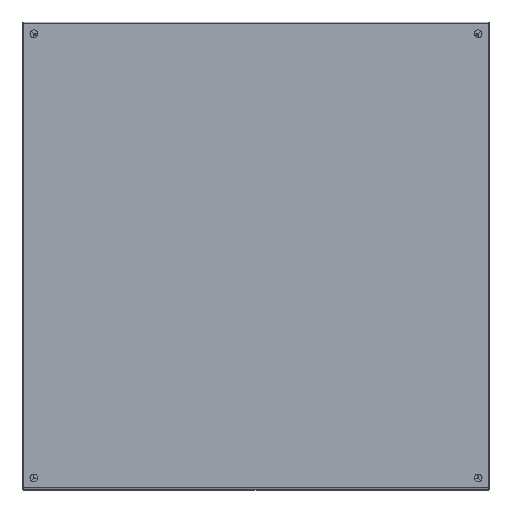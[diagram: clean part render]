
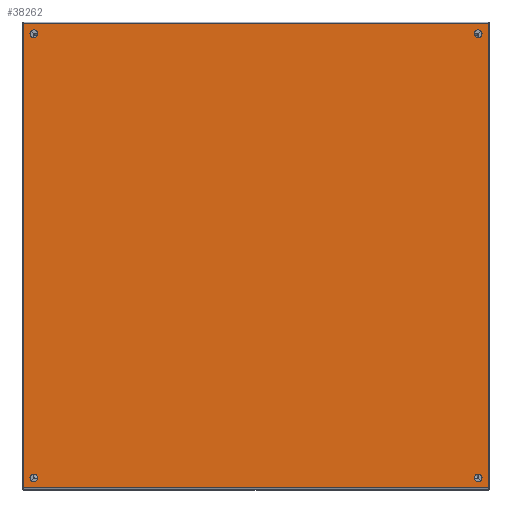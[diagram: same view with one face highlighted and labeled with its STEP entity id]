
A CAD part, top view. The second image highlights one B-rep face of the part: STEP entity #38262.
In plain terms, the highlighted face is planar.
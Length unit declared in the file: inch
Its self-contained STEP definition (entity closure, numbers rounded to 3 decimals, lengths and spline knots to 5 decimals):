
#290 = EDGE_CURVE ( 'NONE', #20635, #12286, #17952, .T. ) ;
#777 = CARTESIAN_POINT ( 'NONE',  ( 0., 0.75, 14.25 ) ) ;
#977 = VECTOR ( 'NONE', #6825, 39.37008 ) ;
#1116 = ORIENTED_EDGE ( 'NONE', *, *, #21492, .F. ) ;
#1321 = CARTESIAN_POINT ( 'NONE',  ( 0., 29.928, -14.892 ) ) ;
#1330 = VERTEX_POINT ( 'NONE', #8307 ) ;
#1569 = ORIENTED_EDGE ( 'NONE', *, *, #27782, .T. ) ;
#1713 = EDGE_CURVE ( 'NONE', #3244, #16060, #8024, .T. ) ;
#2078 = CARTESIAN_POINT ( 'NONE',  ( 0., 29.5, -14.25 ) ) ;
#2109 = VERTEX_POINT ( 'NONE', #7340 ) ;
#2180 = EDGE_CURVE ( 'NONE', #15843, #2109, #15460, .T. ) ;
#2207 = EDGE_LOOP ( 'NONE', ( #1569, #25438 ) ) ;
#2683 = CIRCLE ( 'NONE', #21608, 0.25 ) ;
#2920 = VERTEX_POINT ( 'NONE', #27920 ) ;
#2977 = ORIENTED_EDGE ( 'NONE', *, *, #1713, .T. ) ;
#3244 = VERTEX_POINT ( 'NONE', #37972 ) ;
#4447 = CIRCLE ( 'NONE', #27477, 0.25 ) ;
#5311 = DIRECTION ( 'NONE',  ( 1., 0., 0. ) ) ;
#5632 = DIRECTION ( 'NONE',  ( 0., -1., 0. ) ) ;
#5769 = ORIENTED_EDGE ( 'NONE', *, *, #38780, .T. ) ;
#5783 = CIRCLE ( 'NONE', #37522, 0.25 ) ;
#5809 = DIRECTION ( 'NONE',  ( 0., -1., 0. ) ) ;
#5936 = AXIS2_PLACEMENT_3D ( 'NONE', #21572, #8407, #15437 ) ;
#6137 = FACE_BOUND ( 'NONE', #36319, .T. ) ;
#6825 = DIRECTION ( 'NONE',  ( 0., 0., -1. ) ) ;
#6842 = ORIENTED_EDGE ( 'NONE', *, *, #31882, .T. ) ;
#7290 = AXIS2_PLACEMENT_3D ( 'NONE', #8907, #5311, #31177 ) ;
#7340 = CARTESIAN_POINT ( 'NONE',  ( 0., 0.5, -14.25 ) ) ;
#8024 = LINE ( 'NONE', #14642, #9845 ) ;
#8241 = DIRECTION ( 'NONE',  ( 1., 0., 0. ) ) ;
#8307 = CARTESIAN_POINT ( 'NONE',  ( 0., 29.928, 14.892 ) ) ;
#8407 = DIRECTION ( 'NONE',  ( 1., 0., 0. ) ) ;
#8823 = DIRECTION ( 'NONE',  ( 1., 0., 0. ) ) ;
#8862 = EDGE_CURVE ( 'NONE', #1330, #16060, #9484, .T. ) ;
#8907 = CARTESIAN_POINT ( 'NONE',  ( 0., 29.25, 14.25 ) ) ;
#9484 = LINE ( 'NONE', #15685, #11469 ) ;
#9518 = CARTESIAN_POINT ( 'NONE',  ( 0., 29.25, 14.25 ) ) ;
#9703 = EDGE_LOOP ( 'NONE', ( #25062, #21457 ) ) ;
#9845 = VECTOR ( 'NONE', #33878, 39.37008 ) ;
#11094 = DIRECTION ( 'NONE',  ( 0., -1., 0. ) ) ;
#11347 = EDGE_LOOP ( 'NONE', ( #37629, #24348 ) ) ;
#11469 = VECTOR ( 'NONE', #19258, 39.37008 ) ;
#11475 = CIRCLE ( 'NONE', #32419, 0.25 ) ;
#11995 = CARTESIAN_POINT ( 'NONE',  ( 0., 29.25, -14.25 ) ) ;
#12286 = VERTEX_POINT ( 'NONE', #2078 ) ;
#13653 = LINE ( 'NONE', #38997, #977 ) ;
#13823 = DIRECTION ( 'NONE',  ( 0., 1., 0. ) ) ;
#14642 = CARTESIAN_POINT ( 'NONE',  ( 0., 0.072, 14.928 ) ) ;
#15379 = DIRECTION ( 'NONE',  ( 0., -1., 0. ) ) ;
#15437 = DIRECTION ( 'NONE',  ( 0., -1., 0. ) ) ;
#15460 = CIRCLE ( 'NONE', #5936, 0.25 ) ;
#15685 = CARTESIAN_POINT ( 'NONE',  ( 0., 0.072, 14.892 ) ) ;
#15843 = VERTEX_POINT ( 'NONE', #26936 ) ;
#16060 = VERTEX_POINT ( 'NONE', #26037 ) ;
#16287 = AXIS2_PLACEMENT_3D ( 'NONE', #11995, #8823, #5632 ) ;
#16790 = CIRCLE ( 'NONE', #7290, 0.25 ) ;
#16803 = EDGE_LOOP ( 'NONE', ( #28055, #6842, #1116, #2977 ) ) ;
#17468 = DIRECTION ( 'NONE',  ( 1., 0., 0. ) ) ;
#17952 = CIRCLE ( 'NONE', #22637, 0.25 ) ;
#18871 = EDGE_CURVE ( 'NONE', #37646, #36492, #5783, .T. ) ;
#19258 = DIRECTION ( 'NONE',  ( 0., -1., 0. ) ) ;
#19297 = DIRECTION ( 'NONE',  ( 0., -1., 0. ) ) ;
#19728 = ORIENTED_EDGE ( 'NONE', *, *, #290, .T. ) ;
#20009 = EDGE_CURVE ( 'NONE', #2920, #20932, #11475, .T. ) ;
#20083 = CARTESIAN_POINT ( 'NONE',  ( 0., 29.5, 14.25 ) ) ;
#20635 = VERTEX_POINT ( 'NONE', #36789 ) ;
#20932 = VERTEX_POINT ( 'NONE', #41323 ) ;
#21457 = ORIENTED_EDGE ( 'NONE', *, *, #20009, .T. ) ;
#21492 = EDGE_CURVE ( 'NONE', #3244, #36511, #25865, .T. ) ;
#21572 = CARTESIAN_POINT ( 'NONE',  ( 0., 0.75, -14.25 ) ) ;
#21608 = AXIS2_PLACEMENT_3D ( 'NONE', #37535, #31673, #15379 ) ;
#22436 = DIRECTION ( 'NONE',  ( 1., 0., 0. ) ) ;
#22637 = AXIS2_PLACEMENT_3D ( 'NONE', #35224, #34798, #5809 ) ;
#22642 = FACE_BOUND ( 'NONE', #2207, .T. ) ;
#22860 = FACE_OUTER_BOUND ( 'NONE', #16803, .T. ) ;
#22998 = CARTESIAN_POINT ( 'NONE',  ( 0., 29.928, -14.892 ) ) ;
#24151 = CARTESIAN_POINT ( 'NONE',  ( 0., 0.75, 14.25 ) ) ;
#24348 = ORIENTED_EDGE ( 'NONE', *, *, #37365, .T. ) ;
#24823 = EDGE_CURVE ( 'NONE', #20932, #2920, #4447, .T. ) ;
#25062 = ORIENTED_EDGE ( 'NONE', *, *, #24823, .T. ) ;
#25438 = ORIENTED_EDGE ( 'NONE', *, *, #2180, .T. ) ;
#25865 = LINE ( 'NONE', #1321, #30986 ) ;
#26037 = CARTESIAN_POINT ( 'NONE',  ( 0., 0.072, 14.892 ) ) ;
#26654 = CARTESIAN_POINT ( 'NONE',  ( 0., 0.072, 14.928 ) ) ;
#26882 = DIRECTION ( 'NONE',  ( 0., -1., 0. ) ) ;
#26936 = CARTESIAN_POINT ( 'NONE',  ( 0., 1., -14.25 ) ) ;
#27477 = AXIS2_PLACEMENT_3D ( 'NONE', #24151, #8241, #30714 ) ;
#27782 = EDGE_CURVE ( 'NONE', #2109, #15843, #2683, .T. ) ;
#27920 = CARTESIAN_POINT ( 'NONE',  ( 0., 1., 14.25 ) ) ;
#28055 = ORIENTED_EDGE ( 'NONE', *, *, #8862, .F. ) ;
#30714 = DIRECTION ( 'NONE',  ( 0., -1., 0. ) ) ;
#30986 = VECTOR ( 'NONE', #13823, 39.37008 ) ;
#31177 = DIRECTION ( 'NONE',  ( 0., -1., 0. ) ) ;
#31511 = CARTESIAN_POINT ( 'NONE',  ( 0., 29., 14.25 ) ) ;
#31673 = DIRECTION ( 'NONE',  ( 1., 0., 0. ) ) ;
#31882 = EDGE_CURVE ( 'NONE', #1330, #36511, #13653, .T. ) ;
#32419 = AXIS2_PLACEMENT_3D ( 'NONE', #777, #17468, #11094 ) ;
#32615 = FACE_BOUND ( 'NONE', #11347, .T. ) ;
#33010 = DIRECTION ( 'NONE',  ( 1., 0., 0. ) ) ;
#33878 = DIRECTION ( 'NONE',  ( 0., 0., 1. ) ) ;
#34798 = DIRECTION ( 'NONE',  ( 1., 0., 0. ) ) ;
#35224 = CARTESIAN_POINT ( 'NONE',  ( 0., 29.25, -14.25 ) ) ;
#35568 = FACE_BOUND ( 'NONE', #9703, .T. ) ;
#36319 = EDGE_LOOP ( 'NONE', ( #19728, #5769 ) ) ;
#36492 = VERTEX_POINT ( 'NONE', #20083 ) ;
#36509 = CIRCLE ( 'NONE', #16287, 0.25 ) ;
#36511 = VERTEX_POINT ( 'NONE', #22998 ) ;
#36789 = CARTESIAN_POINT ( 'NONE',  ( 0., 29., -14.25 ) ) ;
#37365 = EDGE_CURVE ( 'NONE', #36492, #37646, #16790, .T. ) ;
#37522 = AXIS2_PLACEMENT_3D ( 'NONE', #9518, #22436, #19297 ) ;
#37535 = CARTESIAN_POINT ( 'NONE',  ( 0., 0.75, -14.25 ) ) ;
#37629 = ORIENTED_EDGE ( 'NONE', *, *, #18871, .T. ) ;
#37646 = VERTEX_POINT ( 'NONE', #31511 ) ;
#37972 = CARTESIAN_POINT ( 'NONE',  ( 0., 0.072, -14.892 ) ) ;
#38088 = PLANE ( 'NONE',  #39815 ) ;
#38262 = ADVANCED_FACE ( 'NONE', ( #22860, #22642, #6137, #35568, #32615 ), #38088, .F. ) ;
#38780 = EDGE_CURVE ( 'NONE', #12286, #20635, #36509, .T. ) ;
#38997 = CARTESIAN_POINT ( 'NONE',  ( 0., 29.928, -14.928 ) ) ;
#39815 = AXIS2_PLACEMENT_3D ( 'NONE', #26654, #33010, #26882 ) ;
#41323 = CARTESIAN_POINT ( 'NONE',  ( 0., 0.5, 14.25 ) ) ;
